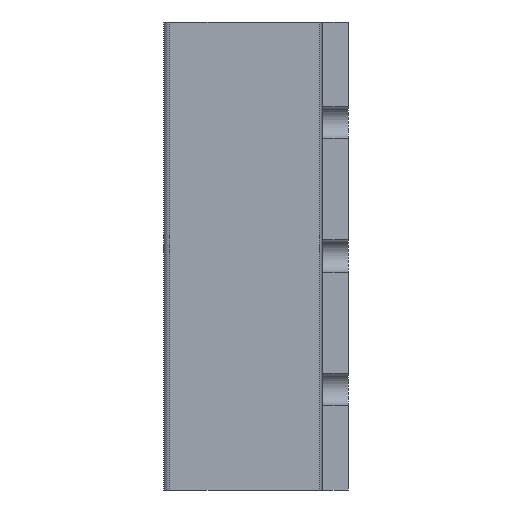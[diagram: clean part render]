
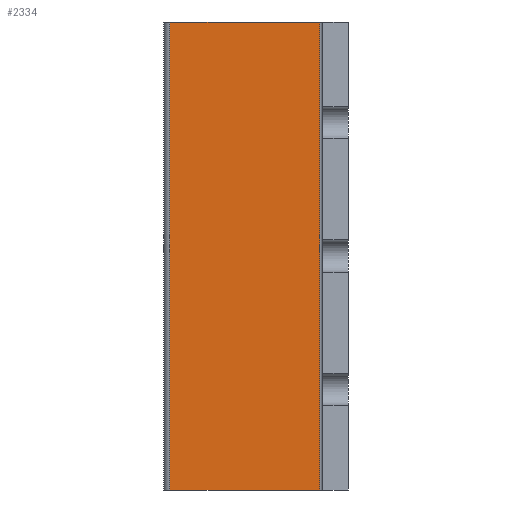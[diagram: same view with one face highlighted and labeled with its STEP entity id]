
A CAD part, front view. The second image highlights one B-rep face of the part: STEP entity #2334.
In plain terms, the highlighted planar face has unit normal (0, -1, 0).
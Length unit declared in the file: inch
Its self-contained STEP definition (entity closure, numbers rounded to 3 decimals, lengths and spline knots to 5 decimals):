
#162 = VERTEX_POINT ( 'NONE', #173 ) ;
#163 = VERTEX_POINT ( 'NONE', #174 ) ;
#164 = VERTEX_POINT ( 'NONE', #175 ) ;
#165 = VERTEX_POINT ( 'NONE', #176 ) ;
#173 = CARTESIAN_POINT ( 'NONE',  ( -0.87, -0.88, 0. ) ) ;
#174 = CARTESIAN_POINT ( 'NONE',  ( -0.87, -0.88, 2.28 ) ) ;
#175 = CARTESIAN_POINT ( 'NONE',  ( -0.14, -0.88, 0. ) ) ;
#176 = CARTESIAN_POINT ( 'NONE',  ( -0.14, -0.88, 2.28 ) ) ;
#505 = EDGE_LOOP ( 'NONE', ( #1288, #1289, #1290, #1291 ) ) ;
#1018 = DIRECTION ( 'NONE',  ( -1., 0., 0. ) ) ;
#1086 = EDGE_CURVE ( 'NONE', #162, #164, #1560, .T. ) ;
#1087 = EDGE_CURVE ( 'NONE', #165, #164, #1551, .T. ) ;
#1090 = EDGE_CURVE ( 'NONE', #163, #162, #1572, .T. ) ;
#1095 = EDGE_CURVE ( 'NONE', #163, #165, #1581, .T. ) ;
#1234 = AXIS2_PLACEMENT_3D ( 'NONE', #1280, #1931, #1018 ) ;
#1280 = CARTESIAN_POINT ( 'NONE',  ( -0.87, -0.88, 2.28 ) ) ;
#1282 = PLANE ( 'NONE',  #1234 ) ;
#1288 = ORIENTED_EDGE ( 'NONE', *, *, #1086, .T. ) ;
#1289 = ORIENTED_EDGE ( 'NONE', *, *, #1087, .F. ) ;
#1290 = ORIENTED_EDGE ( 'NONE', *, *, #1095, .F. ) ;
#1291 = ORIENTED_EDGE ( 'NONE', *, *, #1090, .T. ) ;
#1551 = LINE ( 'NONE', #2250, #1567 ) ;
#1560 = LINE ( 'NONE', #2252, #1565 ) ;
#1565 = VECTOR ( 'NONE', #2248, 39.37008 ) ;
#1566 = VECTOR ( 'NONE', #2237, 39.37008 ) ;
#1567 = VECTOR ( 'NONE', #2246, 39.37008 ) ;
#1572 = LINE ( 'NONE', #2249, #1566 ) ;
#1581 = LINE ( 'NONE', #2228, #1582 ) ;
#1582 = VECTOR ( 'NONE', #2227, 39.37008 ) ;
#1715 = FACE_OUTER_BOUND ( 'NONE', #505, .T. ) ;
#1931 = DIRECTION ( 'NONE',  ( 0., 1., 0. ) ) ;
#2227 = DIRECTION ( 'NONE',  ( 1., 0., 0. ) ) ;
#2228 = CARTESIAN_POINT ( 'NONE',  ( -0.87, -0.88, 2.28 ) ) ;
#2237 = DIRECTION ( 'NONE',  ( 0., 0., -1. ) ) ;
#2246 = DIRECTION ( 'NONE',  ( 0., 0., -1. ) ) ;
#2248 = DIRECTION ( 'NONE',  ( 1., 0., 0. ) ) ;
#2249 = CARTESIAN_POINT ( 'NONE',  ( -0.87, -0.88, 2.28 ) ) ;
#2250 = CARTESIAN_POINT ( 'NONE',  ( -0.14, -0.88, 2.28 ) ) ;
#2252 = CARTESIAN_POINT ( 'NONE',  ( -0.87, -0.88, 0. ) ) ;
#2334 = ADVANCED_FACE ( 'NONE', ( #1715 ), #1282, .F. ) ;
